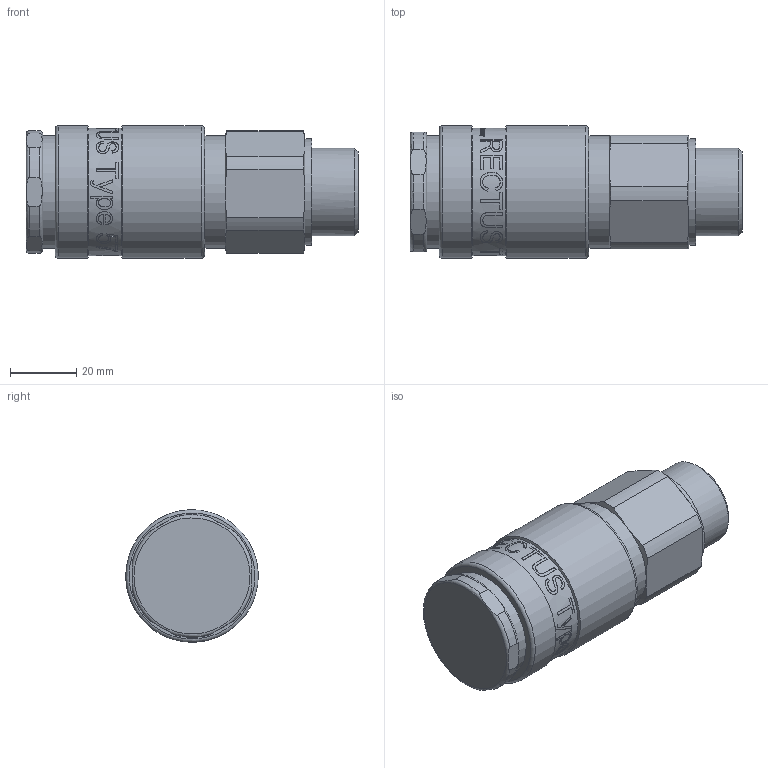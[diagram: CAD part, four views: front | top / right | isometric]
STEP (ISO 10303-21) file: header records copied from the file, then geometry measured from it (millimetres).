
FILE_DESCRIPTION((''),'2;1');
FILE_NAME('57kbaw26bpn.stp','2013-06-20T14:59:22',('IA176480'),(''),'Autodesk Inventor 2013','Autodesk Inventor 2013','');
FILE_SCHEMA(('AUTOMOTIVE_DESIGN { 1 0 10303 214 1 1 1 1 }'));
Length unit declared in the file: millimetre
Products named in the file (1): D107023
Bounding box: 100.05 x 39.96 x 39.96 mm (x, y, z)
Volume: 98449.7 mm3; surface area: 25194.2 mm2
Topology: 2 solids, 3 shells, 516 faces, 1363 edges, 901 vertices
Faces by surface type: bspline 209, plane 204, cylinder 75, cone 24, torus 4
Full cylindrical faces by diameter (mm): 26.44 x1, 27.366 x1, 28.4 x1, 28.8 x1, 28.95 x1, 30 x1, 30.2 x1, 32 x1, 34 x2, 34.2 x1, 34.6 x1, 38.5 x1, 40 x2
Entity records: 67356 total; most frequent: CARTESIAN_POINT 55945, ORIENTED_EDGE 2634, DIRECTION 1485, EDGE_CURVE 1317, VERTEX_POINT 889, B_SPLINE_CURVE_WITH_KNOTS 605, EDGE_LOOP 600, FACE_OUTER_BOUND 515
